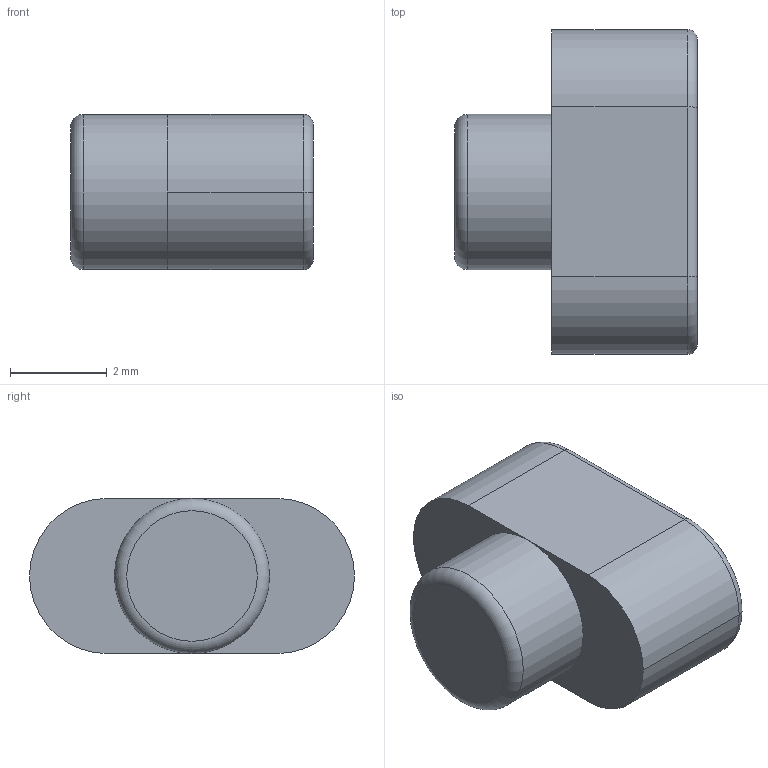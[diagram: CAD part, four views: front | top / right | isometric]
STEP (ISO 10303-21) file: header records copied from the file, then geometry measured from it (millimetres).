
FILE_DESCRIPTION(('HOOPS Exchange Step'),'2;1');
FILE_NAME('power_sw.stp','2025-03-15T11:44:57+09:00',('masaki'),('Unknown organisation'),'HOOPS Exchange 2024.2','HOOPS Exchange','Unknown authorisation');
FILE_SCHEMA( ('AP203_CONFIGURATION_CONTROLLED_3D_DESIGN_OF_MECHANICAL_PARTS_AND_ASSEMBLIES_MIM_LF') );
Length unit declared in the file: millimetre
Products named in the file (1): psw
Bounding box: 5 x 6.7 x 3.2 mm (x, y, z)
Volume: 71.5 mm3; surface area: 113.9 mm2
Topology: 1 solids, 1 shells, 23 faces, 51 edges, 31 vertices
Faces by surface type: plane 11, cylinder 7, torus 5
Full cylindrical faces by diameter (mm): 3.2 x1
Entity records: 654 total; most frequent: DIRECTION 123, CARTESIAN_POINT 106, ORIENTED_EDGE 102, EDGE_CURVE 51, AXIS2_PLACEMENT_3D 48, VERTEX_POINT 31, VECTOR 27, LINE 27
